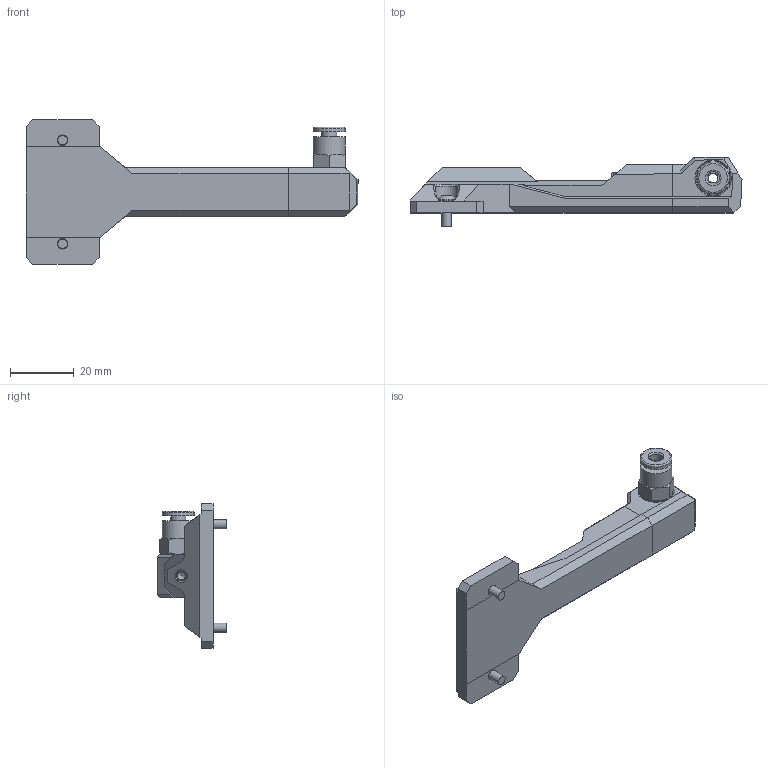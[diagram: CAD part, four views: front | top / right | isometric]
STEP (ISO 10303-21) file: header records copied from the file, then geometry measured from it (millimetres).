
FILE_DESCRIPTION(/* description */ (''),/* implementation_level */ '2;1');
FILE_NAME(/* name */ 'Bowden Coupler M10 w Arm.step',/* time_stamp */ '2024-01-04T13:42:38Z',/* author */ (''),/* organization */ (''),/* preprocessor_version */ 'ST-DEVELOPER v20',/* originating_system */ 'Autodesk Translation Framework v12.14.0.127',/* authorisation */ '');
FILE_SCHEMA (('AUTOMOTIVE_DESIGN { 1 0 10303 214 3 1 1 }'));
Length unit declared in the file: millimetre
Products named in the file (9): Bowden Coupler Side Arm; Bowden Coupler v6; Arm; Arm Tip; Hardware; HW1292SC; Bowden Coupler; M3 8mm Button Screw v3; M3 8mm Button Screw v3 (1)
Assembly tree (8 placements, depth 3):
  Bowden Coupler Side Arm
    Bowden Coupler v6
      Arm
      Arm Tip
    Hardware
      HW1292SC
      Bowden Coupler
      M3 8mm Button Screw v3
      M3 8mm Button Screw v3 (1)
Bounding box: 104.38 x 21.81 x 45.53 mm (x, y, z)
Volume: 22969.3 mm3; surface area: 10811.9 mm2
Topology: 6 solids, 6 shells, 296 faces, 746 edges, 478 vertices
Faces by surface type: plane 141, sphere 46, cone 45, cylinder 42, bspline 16, torus 6
Full cylindrical faces by diameter (mm): 2.85 x1, 2.927 x1, 3 x4, 3.3 x2, 3.4 x1, 4 x1, 4.25 x1, 4.8 x1, 5.5 x1, 5.7 x2, 6.2 x1, 8.847 x4, 10 x2, 10.198 x6, 10.651 x2
Entity records: 13512 total; most frequent: CARTESIAN_POINT 6474, ORIENTED_EDGE 1402, DIRECTION 1367, EDGE_CURVE 701, AXIS2_PLACEMENT_3D 512, VERTEX_POINT 478, EDGE_LOOP 369, LINE 343
